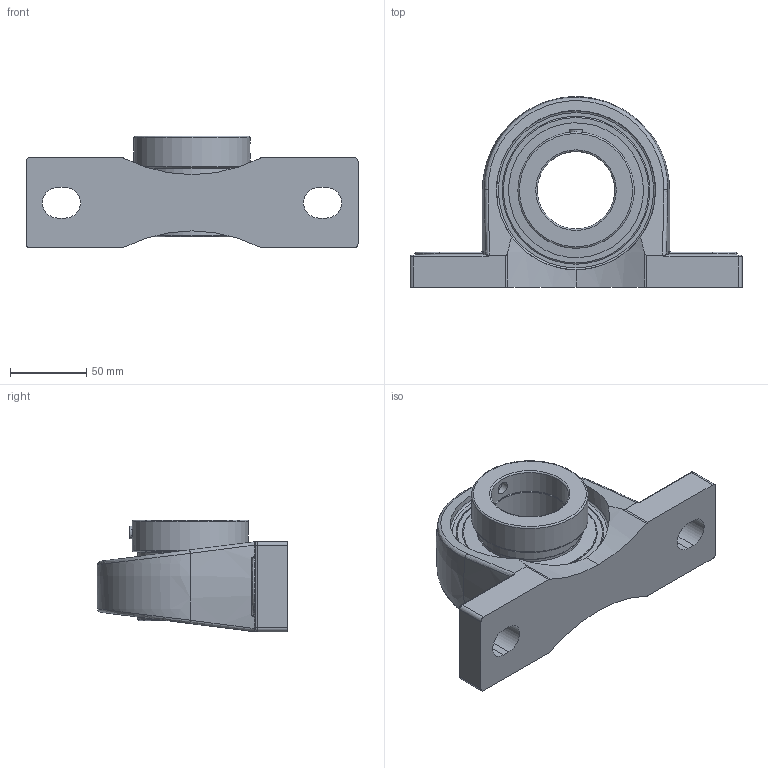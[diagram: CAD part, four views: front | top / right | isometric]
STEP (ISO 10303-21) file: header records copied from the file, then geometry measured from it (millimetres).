
FILE_DESCRIPTION(('HOOPS Exchange Step'),'2;1');
FILE_NAME('export-7ED390FC-63A0-42AF-8E05-23AD45F122B4.stp','2020-03-06T16:23:14+16:00',('dkerr'),('Alibre'),'HOOPS Exchange 2019.2','Alibre','Unknown authorisation');
FILE_SCHEMA( ('AP242_MANAGED_MODEL_BASED_3D_ENGINEERING_MIM_LF {1 0 10303 442 1 1 4 }') );
Length unit declared in the file: inch
Products named in the file (7): SNC 211-32 RACES; SNC 211-32 COLLAR; SNC 211 SHIELD; SNC 211 SS; MRN SNC 211-32; MRN SP 211 (NO ZERK HOLE); MRN SNCP 211-32 L4L
Assembly tree (7 placements, depth 3):
  MRN SNCP 211-32 L4L
    MRN SNC 211-32
      SNC 211-32 RACES
      SNC 211-32 COLLAR
      SNC 211 SHIELD  x2
      SNC 211 SS
    MRN SP 211 (NO ZERK HOLE)
Bounding box: 217.5 x 124.75 x 73.1 mm (x, y, z)
Volume: 528616.3 mm3; surface area: 128110.4 mm2
Topology: 7 solids, 7 shells, 189 faces, 506 edges, 323 vertices
Faces by surface type: cylinder 68, plane 51, torus 32, bspline 22, cone 8, sphere 8
Full cylindrical faces by diameter (mm): 2.263 x2, 8.382 x3, 50.8 x2, 64.973 x2, 68.58 x4, 69.342 x2, 76.2 x1, 87.884 x2, 88.392 x2, 104.224 x2
Entity records: 14460 total; most frequent: CARTESIAN_POINT 9714, DIRECTION 987, ORIENTED_EDGE 954, EDGE_CURVE 477, AXIS2_PLACEMENT_3D 419, VERTEX_POINT 309, CIRCLE 218, EDGE_LOOP 204
